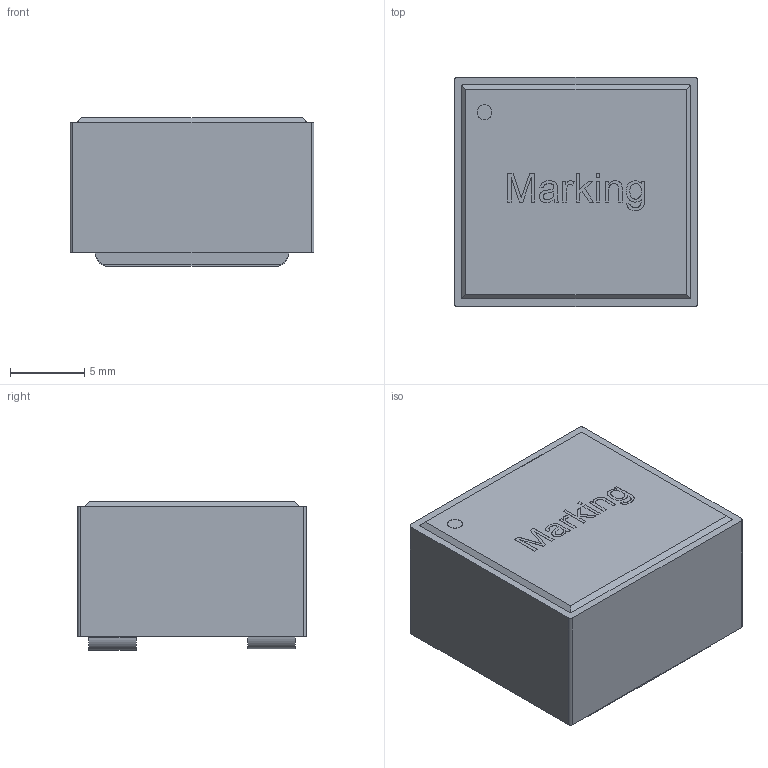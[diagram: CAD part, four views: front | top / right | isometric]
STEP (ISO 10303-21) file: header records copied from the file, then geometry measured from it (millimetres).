
FILE_DESCRIPTION(/* description */ ('Unknown'),/* implementation_level */ '2;1');
FILE_NAME(/* name */ '74439370xxx',/* time_stamp */ '2018-06-15T11:54:44+02:00',/* author */ ('Unknown'),/* organization */ ('Unknown'),/* preprocessor_version */ 'ST-DEVELOPER v16.7',/* originating_system */ 'DEX',/* authorisation */ $);
FILE_SCHEMA (('AUTOMOTIVE_DESIGN {1 0 10303 214 3 1 1}'));
Length unit declared in the file: millimetre
Products named in the file (1): 74439370xxx
Bounding box: 16.4 x 15.4 x 10 mm (x, y, z)
Volume: 2354.8 mm3; surface area: 1118.9 mm2
Topology: 1 solids, 1 shells, 105 faces, 267 edges, 178 vertices
Faces by surface type: plane 76, bspline 16, cylinder 13
Full cylindrical faces by diameter (mm): 1 x1
Entity records: 4567 total; most frequent: CARTESIAN_POINT 1531, ORIENTED_EDGE 530, DIRECTION 351, EDGE_CURVE 265, VERTEX_POINT 178, B_SPLINE_CURVE_WITH_KNOTS 124, EDGE_LOOP 121, FACE_BOUND 121
